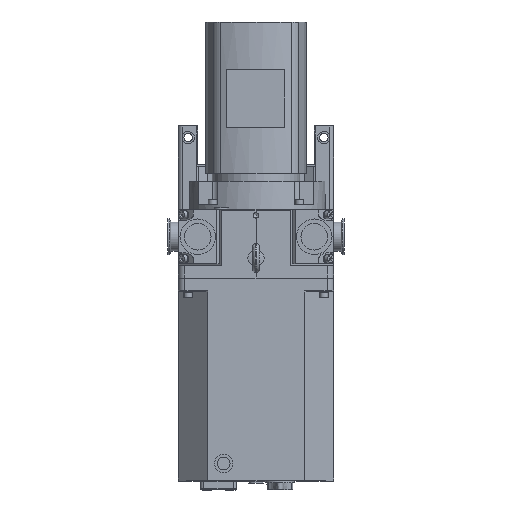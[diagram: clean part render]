
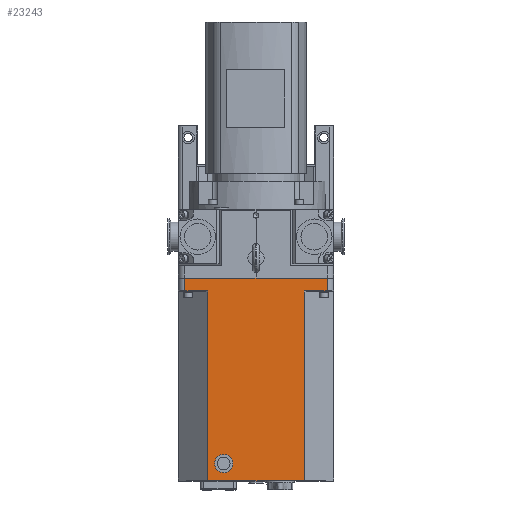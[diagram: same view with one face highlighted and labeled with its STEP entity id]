
A CAD part, top view. The second image highlights one B-rep face of the part: STEP entity #23243.
In plain terms, the highlighted planar face has unit normal (0, 0, 1).
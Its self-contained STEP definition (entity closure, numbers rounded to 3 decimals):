
#363=CARTESIAN_POINT('',(0.0,-54.,145.));
#364=VERTEX_POINT('',#363);
#371=CARTESIAN_POINT('',(110.,-54.,145.));
#372=VERTEX_POINT('',#371);
#373=CARTESIAN_POINT('',(110.,-54.,145.));
#374=DIRECTION('',(-1.0,0.0,0.0));
#375=VECTOR('',#374,110.);
#376=LINE('',#373,#375);
#377=EDGE_CURVE('',#364,#372,#376,.F.);
#430=CARTESIAN_POINT('',(-110.,-54.,145.));
#431=VERTEX_POINT('',#430);
#439=CARTESIAN_POINT('',(0.0,-54.,145.));
#440=DIRECTION('',(-1.0,0.0,0.0));
#441=VECTOR('',#440,110.);
#442=LINE('',#439,#441);
#443=EDGE_CURVE('',#431,#364,#442,.F.);
#9588=CARTESIAN_POINT('',(110.,-74.,145.));
#9589=VERTEX_POINT('',#9588);
#9590=CARTESIAN_POINT('',(110.,-54.,145.));
#9591=DIRECTION('',(0.0,-1.0,0.0));
#9592=VECTOR('',#9591,20.0);
#9593=LINE('',#9590,#9592);
#9594=EDGE_CURVE('',#372,#9589,#9593,.T.);
#9620=CARTESIAN_POINT('',(-75.,-368.,145.));
#9621=VERTEX_POINT('',#9620);
#9622=CARTESIAN_POINT('',(-75.,-74.0,145.));
#9623=VERTEX_POINT('',#9622);
#9624=CARTESIAN_POINT('',(-75.,-368.,145.));
#9625=DIRECTION('',(0.0,1.0,0.0));
#9626=VECTOR('',#9625,294.);
#9627=LINE('',#9624,#9626);
#9628=EDGE_CURVE('',#9621,#9623,#9627,.T.);
#10680=CARTESIAN_POINT('',(-110.,-74.0,145.));
#10681=VERTEX_POINT('',#10680);
#10689=CARTESIAN_POINT('',(-110.,-74.0,145.));
#10690=DIRECTION('',(0.0,1.0,0.0));
#10691=VECTOR('',#10690,20.);
#10692=LINE('',#10689,#10691);
#10693=EDGE_CURVE('',#10681,#431,#10692,.T.);
#10705=CARTESIAN_POINT('',(75.,-74.,145.));
#10706=VERTEX_POINT('',#10705);
#10707=CARTESIAN_POINT('',(110.,-74.,145.));
#10708=DIRECTION('',(-1.0,0.0,0.0));
#10709=VECTOR('',#10708,35.);
#10710=LINE('',#10707,#10709);
#10711=EDGE_CURVE('',#9589,#10706,#10710,.T.);
#11171=CARTESIAN_POINT('',(75.,-368.,145.));
#11172=VERTEX_POINT('',#11171);
#11188=CARTESIAN_POINT('',(75.,-368.,145.));
#11189=DIRECTION('',(0.0,1.0,0.0));
#11190=VECTOR('',#11189,294.0);
#11191=LINE('',#11188,#11190);
#11192=EDGE_CURVE('',#11172,#10706,#11191,.T.);
#11567=CARTESIAN_POINT('',(-75.,-74.0,145.));
#11568=DIRECTION('',(-1.0,0.0,0.0));
#11569=VECTOR('',#11568,35.);
#11570=LINE('',#11567,#11569);
#11571=EDGE_CURVE('',#9623,#10681,#11570,.T.);
#21041=CARTESIAN_POINT('',(-64.05,-341.,145.));
#21042=VERTEX_POINT('',#21041);
#21043=CARTESIAN_POINT('',(-50.,-341.,145.));
#21044=DIRECTION('',(0.0,0.0,1.0));
#21045=DIRECTION('',(-1.0,0.0,0.0));
#21046=AXIS2_PLACEMENT_3D('',#21043,#21044,#21045);
#21047=CIRCLE('',#21046,14.05);
#21048=EDGE_CURVE('',#21042,#21042,#21047,.T.);
#23219=CARTESIAN_POINT('',(-120.,-54.,145.));
#23220=DIRECTION('',(0.0,0.0,1.0));
#23221=DIRECTION('',(0.0,1.0,0.0));
#23222=AXIS2_PLACEMENT_3D('',#23219,#23220,#23221);
#23223=PLANE('',#23222);
#23224=ORIENTED_EDGE('',*,*,#10693,.F.);
#23225=ORIENTED_EDGE('',*,*,#11571,.F.);
#23226=ORIENTED_EDGE('',*,*,#9628,.F.);
#23227=CARTESIAN_POINT('',(-75.,-368.,145.));
#23228=DIRECTION('',(1.0,0.0,0.0));
#23229=VECTOR('',#23228,150.0);
#23230=LINE('',#23227,#23229);
#23231=EDGE_CURVE('',#9621,#11172,#23230,.T.);
#23232=ORIENTED_EDGE('',*,*,#23231,.T.);
#23233=ORIENTED_EDGE('',*,*,#11192,.T.);
#23234=ORIENTED_EDGE('',*,*,#10711,.F.);
#23235=ORIENTED_EDGE('',*,*,#9594,.F.);
#23236=ORIENTED_EDGE('',*,*,#377,.F.);
#23237=ORIENTED_EDGE('',*,*,#443,.F.);
#23238=EDGE_LOOP('',(#23224,#23225,#23226,#23232,#23233,#23234,#23235,#23236,#23237));
#23239=FACE_OUTER_BOUND('',#23238,.T.);
#23240=ORIENTED_EDGE('',*,*,#21048,.F.);
#23241=EDGE_LOOP('',(#23240));
#23242=FACE_BOUND('',#23241,.T.);
#23243=ADVANCED_FACE('',(#23239,#23242),#23223,.T.);
